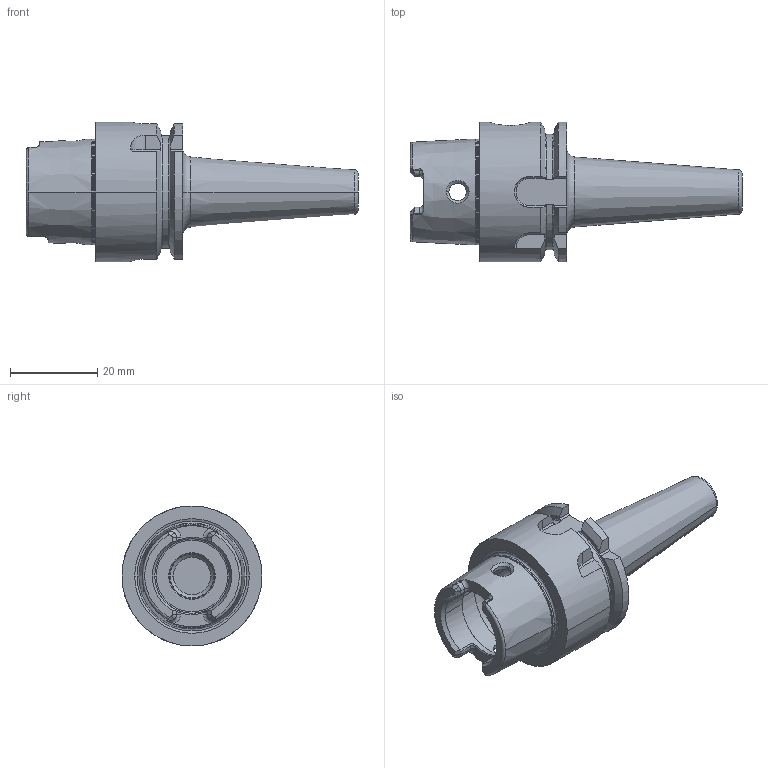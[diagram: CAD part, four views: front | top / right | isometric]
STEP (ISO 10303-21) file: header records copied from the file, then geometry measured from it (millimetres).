
FILE_DESCRIPTION((''),'2;1');
FILE_NAME('A32-140-04','2011-09-01T',('mei'),(''),'PRO/ENGINEER BY PARAMETRIC TECHNOLOGY CORPORATION, 2010430','PRO/ENGINEER BY PARAMETRIC TECHNOLOGY CORPORATION, 2010430','');
FILE_SCHEMA(('CONFIG_CONTROL_DESIGN'));
Length unit declared in the file: millimetre
Products named in the file (1): A32-140-04
Bounding box: 75.9 x 32 x 32 mm (x, y, z)
Volume: 19733.4 mm3; surface area: 8482.2 mm2
Topology: 1 solids, 2 shells, 180 faces, 455 edges, 279 vertices
Faces by surface type: plane 61, cylinder 47, cone 32, torus 30, bspline 8, extrusion 2
Entity records: 6486 total; most frequent: CARTESIAN_POINT 2204, ORIENTED_EDGE 906, DIRECTION 866, EDGE_CURVE 455, AXIS2_PLACEMENT_3D 331, VERTEX_POINT 279, VECTOR 204, LINE 202
